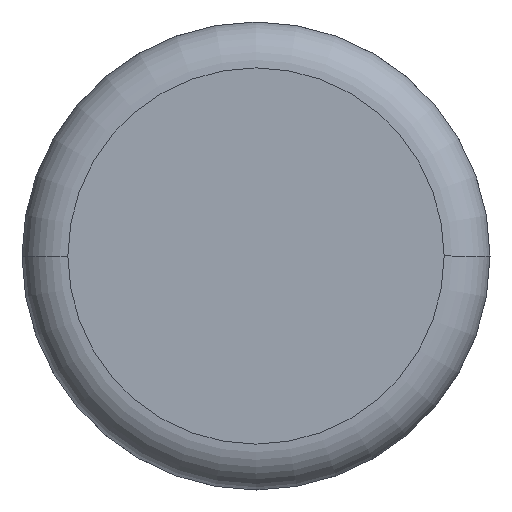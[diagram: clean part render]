
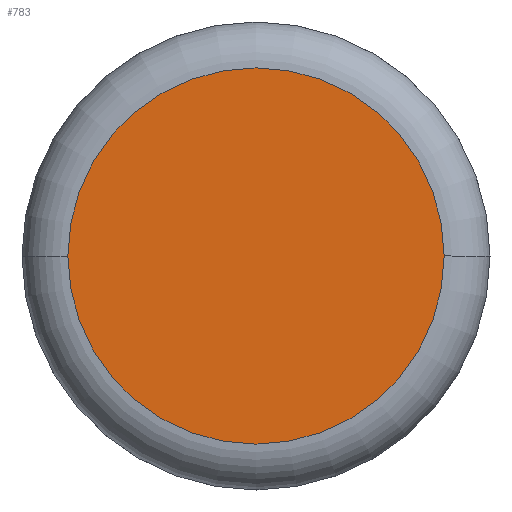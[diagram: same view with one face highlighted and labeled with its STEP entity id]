
A CAD part, front view. The second image highlights one B-rep face of the part: STEP entity #783.
In plain terms, the highlighted face is planar.
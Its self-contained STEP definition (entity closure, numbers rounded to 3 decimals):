
#442=CARTESIAN_POINT('',(0.,8.6,0.));
#443=DIRECTION('',(0.,-1.,0.));
#444=DIRECTION('',(1.,0.,0.));
#445=AXIS2_PLACEMENT_3D('',#442,#443,#444);
#450=CARTESIAN_POINT('',(0.,8.6,0.));
#451=DIRECTION('',(0.,-1.,0.));
#452=DIRECTION('',(1.,0.,0.));
#453=AXIS2_PLACEMENT_3D('',#450,#451,#452);
#458=CARTESIAN_POINT('',(0.,8.6,0.));
#459=DIRECTION('',(0.,-1.,0.));
#460=DIRECTION('',(-1.,0.,0.));
#461=AXIS2_PLACEMENT_3D('',#458,#459,#460);
#466=CARTESIAN_POINT('',(0.,8.6,0.));
#467=DIRECTION('',(0.,-1.,0.));
#468=DIRECTION('',(-1.,0.,0.));
#469=AXIS2_PLACEMENT_3D('',#466,#467,#468);
#679=CARTESIAN_POINT('',(-4.1,8.6,-0.002));
#680=CARTESIAN_POINT('',(4.1,8.6,0.));
#681=VERTEX_POINT('',#679);
#682=VERTEX_POINT('',#680);
#683=CARTESIAN_POINT('',(-4.1,8.6,0.));
#684=VERTEX_POINT('',#683);
#685=CARTESIAN_POINT('',(4.1,8.6,0.002));
#686=VERTEX_POINT('',#685);
#770=CARTESIAN_POINT('',(0.,8.6,0.));
#771=DIRECTION('',(0.,1.,0.));
#772=DIRECTION('',(1.,0.,0.));
#773=AXIS2_PLACEMENT_3D('',#770,#771,#772);
#774=PLANE('',#773);
#776=ORIENTED_EDGE('',*,*,#775,.T.);
#778=ORIENTED_EDGE('',*,*,#777,.T.);
#779=ORIENTED_EDGE('',*,*,#759,.T.);
#780=ORIENTED_EDGE('',*,*,#757,.T.);
#781=EDGE_LOOP('',(#776,#778,#779,#780));
#782=FACE_OUTER_BOUND('',#781,.F.);
#446=CIRCLE('',#445,4.1);
#454=CIRCLE('',#453,4.1);
#462=CIRCLE('',#461,4.1);
#470=CIRCLE('',#469,4.1);
#757=EDGE_CURVE('',#681,#682,#470,.T.);
#759=EDGE_CURVE('',#684,#681,#462,.T.);
#775=EDGE_CURVE('',#682,#686,#446,.T.);
#777=EDGE_CURVE('',#686,#684,#454,.T.);
#783=ADVANCED_FACE('',(#782),#774,.T.);
